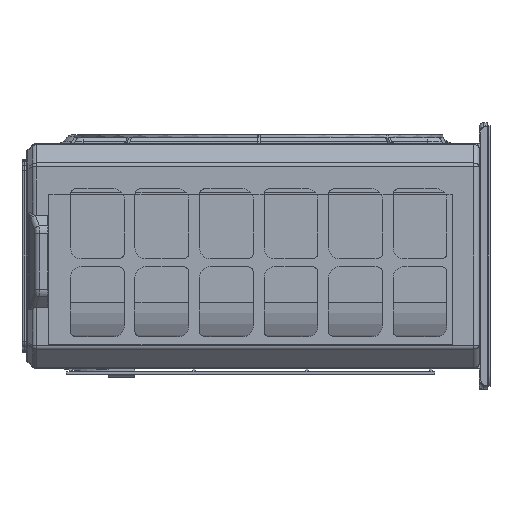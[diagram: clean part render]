
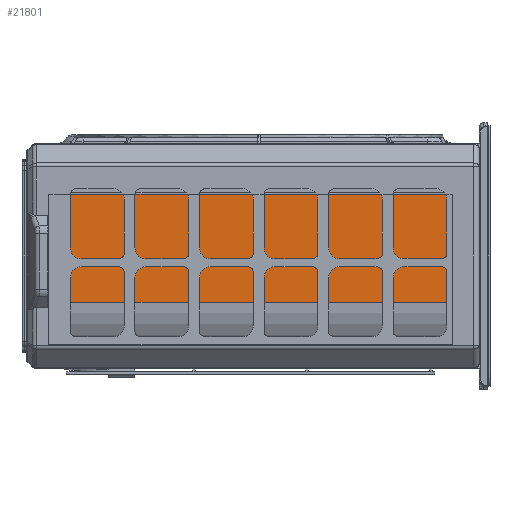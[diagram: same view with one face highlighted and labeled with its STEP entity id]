
A CAD part, left-side view. The second image highlights one B-rep face of the part: STEP entity #21801.
In plain terms, the highlighted planar face has unit normal (-1, 0, 0).
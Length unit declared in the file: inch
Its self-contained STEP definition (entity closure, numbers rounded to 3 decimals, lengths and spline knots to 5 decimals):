
#5 = LINE ( 'NONE', #36295, #2162 ) ;
#666 = VERTEX_POINT ( 'NONE', #16004 ) ;
#1223 = FACE_OUTER_BOUND ( 'NONE', #19519, .T. ) ;
#2162 = VECTOR ( 'NONE', #13018, 39.37008 ) ;
#2827 = VERTEX_POINT ( 'NONE', #14712 ) ;
#4826 = DIRECTION ( 'NONE',  ( 0., 1., 0. ) ) ;
#4903 = VERTEX_POINT ( 'NONE', #31020 ) ;
#4979 = VECTOR ( 'NONE', #32559, 39.37008 ) ;
#5265 = EDGE_CURVE ( 'NONE', #4903, #666, #29409, .T. ) ;
#7070 = VECTOR ( 'NONE', #28769, 39.37008 ) ;
#11215 = LINE ( 'NONE', #37703, #29986 ) ;
#13018 = DIRECTION ( 'NONE',  ( 0., -1., 0. ) ) ;
#14241 = PLANE ( 'NONE',  #23025 ) ;
#14712 = CARTESIAN_POINT ( 'NONE',  ( -14.8625, 1.25, 2.95 ) ) ;
#15304 = CARTESIAN_POINT ( 'NONE',  ( -14.8625, 45.615, -2.15 ) ) ;
#15954 = CARTESIAN_POINT ( 'NONE',  ( -14.8625, 20., -2.15 ) ) ;
#16004 = CARTESIAN_POINT ( 'NONE',  ( -14.8625, 20., 2.95 ) ) ;
#16942 = LINE ( 'NONE', #19308, #4979 ) ;
#18952 = EDGE_CURVE ( 'NONE', #4903, #30226, #5, .T. ) ;
#19308 = CARTESIAN_POINT ( 'NONE',  ( -14.8625, 1.25, -2.15 ) ) ;
#19519 = EDGE_LOOP ( 'NONE', ( #36532, #28600, #41125, #21858 ) ) ;
#19820 = EDGE_CURVE ( 'NONE', #30226, #2827, #16942, .T. ) ;
#21801 = ADVANCED_FACE ( 'NONE', ( #1223 ), #14241, .F. ) ;
#21858 = ORIENTED_EDGE ( 'NONE', *, *, #18952, .T. ) ;
#23025 = AXIS2_PLACEMENT_3D ( 'NONE', #15304, #37314, #28325 ) ;
#28325 = DIRECTION ( 'NONE',  ( 0., 1., 0. ) ) ;
#28600 = ORIENTED_EDGE ( 'NONE', *, *, #29551, .T. ) ;
#28769 = DIRECTION ( 'NONE',  ( 0., 0., 1. ) ) ;
#29409 = LINE ( 'NONE', #15954, #7070 ) ;
#29535 = CARTESIAN_POINT ( 'NONE',  ( -14.8625, 1.25, -2.15 ) ) ;
#29551 = EDGE_CURVE ( 'NONE', #2827, #666, #11215, .T. ) ;
#29986 = VECTOR ( 'NONE', #4826, 39.37008 ) ;
#30226 = VERTEX_POINT ( 'NONE', #29535 ) ;
#31020 = CARTESIAN_POINT ( 'NONE',  ( -14.8625, 20., -2.15 ) ) ;
#32559 = DIRECTION ( 'NONE',  ( 0., 0., 1. ) ) ;
#36295 = CARTESIAN_POINT ( 'NONE',  ( -14.8625, 45.615, -2.15 ) ) ;
#36532 = ORIENTED_EDGE ( 'NONE', *, *, #19820, .T. ) ;
#37314 = DIRECTION ( 'NONE',  ( 1., 0., 0. ) ) ;
#37703 = CARTESIAN_POINT ( 'NONE',  ( -14.8625, 45.615, 2.95 ) ) ;
#41125 = ORIENTED_EDGE ( 'NONE', *, *, #5265, .F. ) ;
